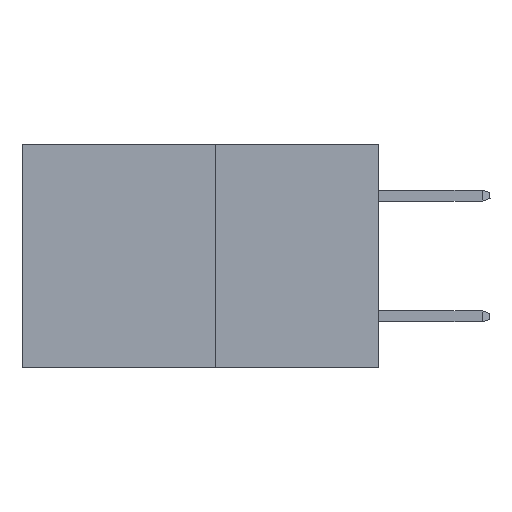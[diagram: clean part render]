
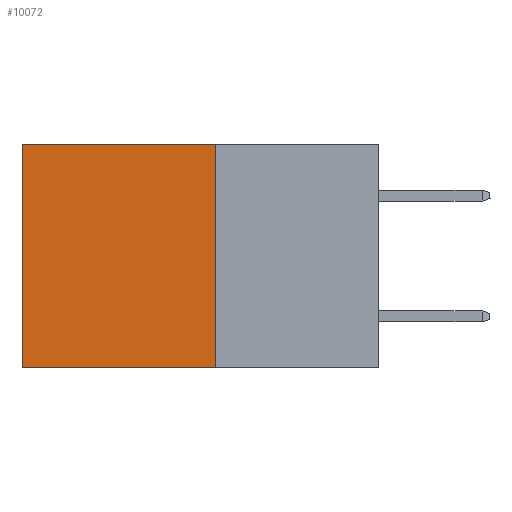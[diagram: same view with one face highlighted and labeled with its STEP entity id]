
A CAD part, left-side view. The second image highlights one B-rep face of the part: STEP entity #10072.
In plain terms, the highlighted planar face has unit normal (-1, 0, 0).
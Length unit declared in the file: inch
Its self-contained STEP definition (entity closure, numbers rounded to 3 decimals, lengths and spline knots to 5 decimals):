
#75 = ORIENTED_EDGE ( 'NONE', *, *, #19734, .F. ) ;
#122 = EDGE_CURVE ( 'NONE', #19344, #9014, #7876, .T. ) ;
#1017 = VECTOR ( 'NONE', #6965, 39.37008 ) ;
#1984 = CARTESIAN_POINT ( 'NONE',  ( 0.277, 0.59, 0. ) ) ;
#2224 = CARTESIAN_POINT ( 'NONE',  ( 0.277, 0.59, -0.37 ) ) ;
#2817 = VECTOR ( 'NONE', #14874, 39.37008 ) ;
#4031 = CARTESIAN_POINT ( 'NONE',  ( 0.277, 0.27, 0. ) ) ;
#4121 = ORIENTED_EDGE ( 'NONE', *, *, #12858, .F. ) ;
#5259 = LINE ( 'NONE', #2224, #1017 ) ;
#5399 = EDGE_CURVE ( 'NONE', #9014, #18190, #5259, .T. ) ;
#6369 = VERTEX_POINT ( 'NONE', #16901 ) ;
#6585 = FACE_OUTER_BOUND ( 'NONE', #15034, .T. ) ;
#6965 = DIRECTION ( 'NONE',  ( 0., 0., -1. ) ) ;
#7437 = ORIENTED_EDGE ( 'NONE', *, *, #5399, .T. ) ;
#7459 = CARTESIAN_POINT ( 'NONE',  ( 0.277, 0.27, -0.37 ) ) ;
#7876 = LINE ( 'NONE', #4031, #15823 ) ;
#8982 = PLANE ( 'NONE',  #12080 ) ;
#9014 = VERTEX_POINT ( 'NONE', #1984 ) ;
#9053 = DIRECTION ( 'NONE',  ( 1., 0., 0. ) ) ;
#9652 = LINE ( 'NONE', #17664, #19702 ) ;
#10072 = ADVANCED_FACE ( 'NONE', ( #6585 ), #8982, .F. ) ;
#11224 = LINE ( 'NONE', #19444, #2817 ) ;
#12080 = AXIS2_PLACEMENT_3D ( 'NONE', #7459, #9053, #20000 ) ;
#12168 = DIRECTION ( 'NONE',  ( 0., 1., 0. ) ) ;
#12858 = EDGE_CURVE ( 'NONE', #6369, #18190, #11224, .T. ) ;
#13004 = DIRECTION ( 'NONE',  ( 0., 0., -1. ) ) ;
#14874 = DIRECTION ( 'NONE',  ( 0., 1., 0. ) ) ;
#15034 = EDGE_LOOP ( 'NONE', ( #7437, #4121, #75, #17402 ) ) ;
#15435 = CARTESIAN_POINT ( 'NONE',  ( 0.277, 0.27, 0. ) ) ;
#15823 = VECTOR ( 'NONE', #12168, 39.37008 ) ;
#16901 = CARTESIAN_POINT ( 'NONE',  ( 0.277, 0.27, -0.37 ) ) ;
#17402 = ORIENTED_EDGE ( 'NONE', *, *, #122, .T. ) ;
#17406 = CARTESIAN_POINT ( 'NONE',  ( 0.277, 0.59, -0.37 ) ) ;
#17664 = CARTESIAN_POINT ( 'NONE',  ( 0.277, 0.27, -0.37 ) ) ;
#18190 = VERTEX_POINT ( 'NONE', #17406 ) ;
#19344 = VERTEX_POINT ( 'NONE', #15435 ) ;
#19444 = CARTESIAN_POINT ( 'NONE',  ( 0.277, 0.27, -0.37 ) ) ;
#19702 = VECTOR ( 'NONE', #13004, 39.37008 ) ;
#19734 = EDGE_CURVE ( 'NONE', #19344, #6369, #9652, .T. ) ;
#20000 = DIRECTION ( 'NONE',  ( 0., 0., -1. ) ) ;
